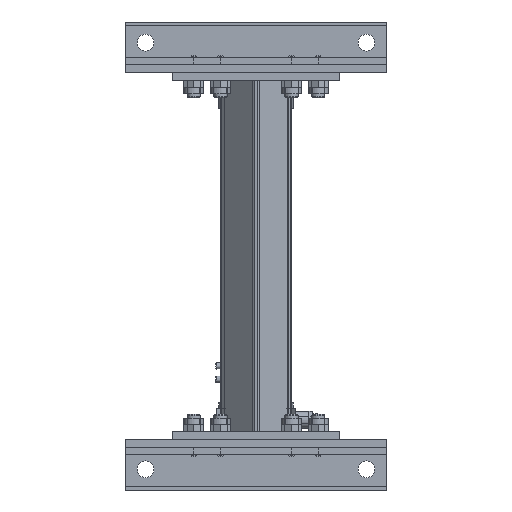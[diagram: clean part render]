
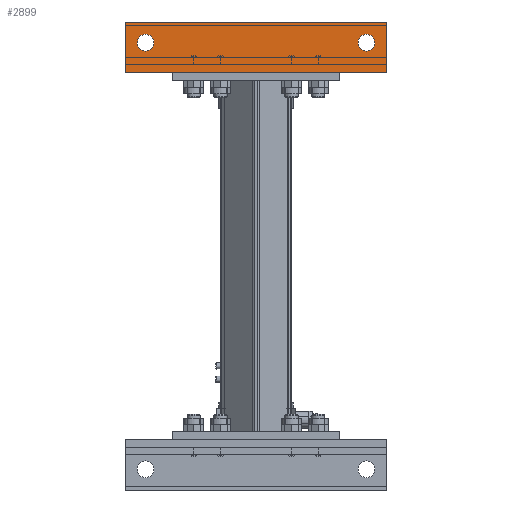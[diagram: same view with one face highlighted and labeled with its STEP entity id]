
A CAD part, left-side view. The second image highlights one B-rep face of the part: STEP entity #2899.
In plain terms, the highlighted face is planar.
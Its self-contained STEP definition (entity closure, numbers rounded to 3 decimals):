
#2899=ADVANCED_FACE('',(#5260,#5261,#5262),#5263,.T.);
#5260=FACE_BOUND('',#7546,.T.);
#5261=FACE_BOUND('',#7547,.T.);
#5262=FACE_OUTER_BOUND('',#7548,.T.);
#5263=PLANE('',#7549);
#7546=EDGE_LOOP('',(#11441));
#7547=EDGE_LOOP('',(#11442));
#7548=EDGE_LOOP('',(#11443,#11444,#11445,#11446));
#7549=AXIS2_PLACEMENT_3D('',#11447,#11448,#11449);
#11441=ORIENTED_EDGE('',*,*,#14583,.T.);
#11442=ORIENTED_EDGE('',*,*,#13598,.T.);
#11443=ORIENTED_EDGE('',*,*,#14584,.T.);
#11444=ORIENTED_EDGE('',*,*,#13492,.F.);
#11445=ORIENTED_EDGE('',*,*,#14585,.T.);
#11446=ORIENTED_EDGE('',*,*,#13781,.T.);
#11447=CARTESIAN_POINT('',(37.5,0.,0.));
#11448=DIRECTION('',(0.,-1.,0.));
#11449=DIRECTION('',(1.,0.,0.));
#13492=EDGE_CURVE('',#15587,#15582,#15589,.T.);
#13598=EDGE_CURVE('',#15760,#15760,#15761,.T.);
#13781=EDGE_CURVE('',#16051,#16049,#16052,.T.);
#14583=EDGE_CURVE('',#17170,#17170,#17171,.T.);
#14584=EDGE_CURVE('',#16049,#15582,#17172,.T.);
#14585=EDGE_CURVE('',#15587,#16051,#17173,.T.);
#15582=VERTEX_POINT('',#19234);
#15587=VERTEX_POINT('',#19241);
#15589=LINE('',#19244,#19245);
#15760=VERTEX_POINT('',#19576);
#15761=CIRCLE('',#19577,12.5);
#16049=VERTEX_POINT('',#20204);
#16051=VERTEX_POINT('',#20207);
#16052=LINE('',#20208,#20209);
#17170=VERTEX_POINT('',#23043);
#17171=CIRCLE('',#23044,12.5);
#17172=LINE('',#23045,#23046);
#17173=LINE('',#23047,#23048);
#19234=CARTESIAN_POINT('',(0.,0.,390.));
#19241=CARTESIAN_POINT('',(0.,0.,0.));
#19244=CARTESIAN_POINT('',(0.,0.,0.));
#19245=VECTOR('',#24230,1.);
#19576=CARTESIAN_POINT('',(56.5,0.,360.));
#19577=AXIS2_PLACEMENT_3D('',#24361,#24362,#24363);
#20204=CARTESIAN_POINT('',(75.,0.,390.));
#20207=CARTESIAN_POINT('',(75.,0.,0.));
#20208=CARTESIAN_POINT('',(75.,0.,0.));
#20209=VECTOR('',#24575,1.);
#23043=CARTESIAN_POINT('',(56.5,0.,30.));
#23044=AXIS2_PLACEMENT_3D('',#25392,#25393,#25394);
#23045=CARTESIAN_POINT('',(0.,0.,390.));
#23046=VECTOR('',#25395,1.);
#23047=CARTESIAN_POINT('',(0.,0.,0.));
#23048=VECTOR('',#25396,1.);
#24230=DIRECTION('',(0.,0.,1.));
#24361=CARTESIAN_POINT('',(44.,0.,360.));
#24362=DIRECTION('',(0.,1.,0.));
#24363=DIRECTION('',(1.,0.,0.));
#24575=DIRECTION('',(0.,0.,1.));
#25392=CARTESIAN_POINT('',(44.,0.,30.));
#25393=DIRECTION('',(0.,1.,0.));
#25394=DIRECTION('',(1.,0.,0.));
#25395=DIRECTION('',(-1.,0.,0.));
#25396=DIRECTION('',(1.,0.,0.));
